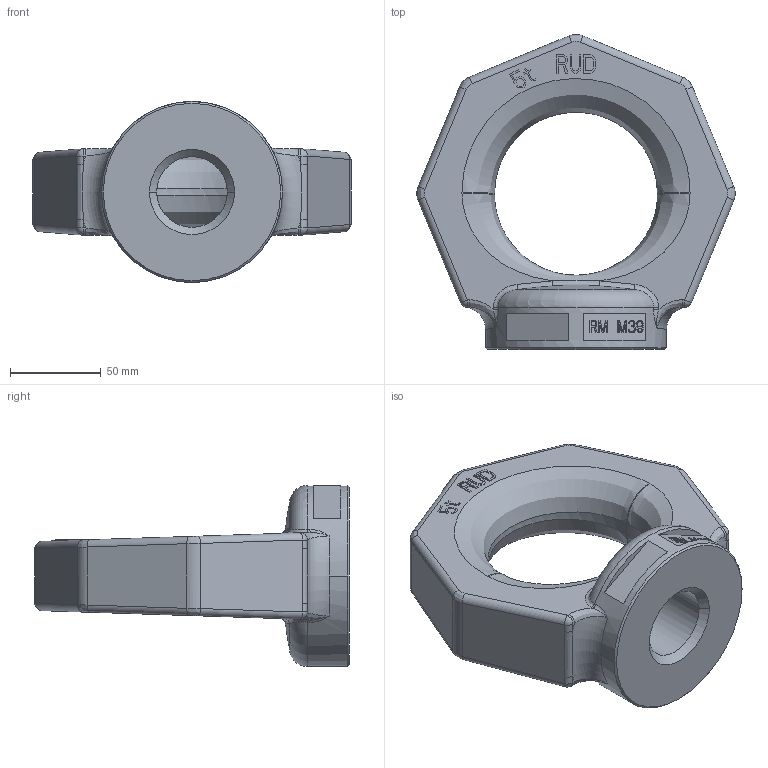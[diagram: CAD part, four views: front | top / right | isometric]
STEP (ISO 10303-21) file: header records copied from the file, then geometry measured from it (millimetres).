
FILE_DESCRIPTION((''),'2;1');
FILE_NAME('001-M31470-P-2','2018-08-21T',('Roland.Jakubetz'),(''),'PRO/ENGINEER BY PARAMETRIC TECHNOLOGY CORPORATION, 2011490','PRO/ENGINEER BY PARAMETRIC TECHNOLOGY CORPORATION, 2011490','');
FILE_SCHEMA(('CONFIG_CONTROL_DESIGN'));
Length unit declared in the file: millimetre
Products named in the file (1): 001-M31470-P-2
Bounding box: 175.84 x 173.92 x 100 mm (x, y, z)
Volume: 744954.6 mm3; surface area: 74792.7 mm2
Topology: 1 solids, 1 shells, 421 faces, 1149 edges, 744 vertices
Faces by surface type: plane 334, bspline 42, cylinder 31, cone 6, sphere 4, torus 4
Entity records: 16375 total; most frequent: CARTESIAN_POINT 5956, ORIENTED_EDGE 2298, DIRECTION 1911, EDGE_CURVE 1149, VECTOR 977, LINE 977, VERTEX_POINT 744, AXIS2_PLACEMENT_3D 467
